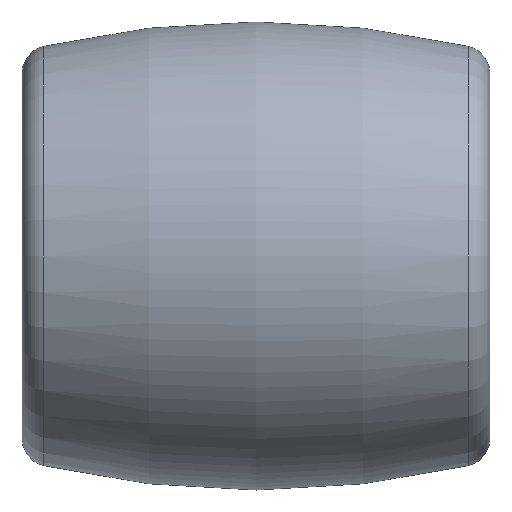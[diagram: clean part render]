
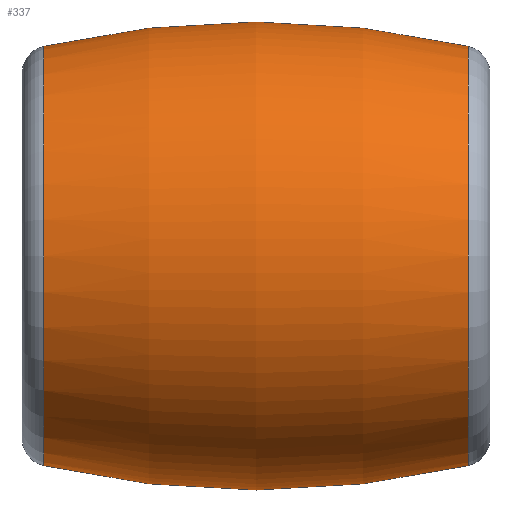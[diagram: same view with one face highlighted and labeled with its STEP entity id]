
A CAD part, front view. The second image highlights one B-rep face of the part: STEP entity #337.
In plain terms, the highlighted toroidal (fillet/blend) face has major radius 28.575 mm and minor radius 38.1 mm.
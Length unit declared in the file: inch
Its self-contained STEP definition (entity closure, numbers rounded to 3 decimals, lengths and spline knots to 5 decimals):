
#6 = CARTESIAN_POINT ( 'NONE',  ( 0.71521, 0., 0.33591 ) ) ;
#7 = AXIS2_PLACEMENT_3D ( 'NONE', #328, #146, #268 ) ;
#15 = DIRECTION ( 'NONE',  ( 0., -1., 0. ) ) ;
#34 = EDGE_CURVE ( 'NONE', #362, #50, #253, .T. ) ;
#47 = CARTESIAN_POINT ( 'NONE',  ( 0.375, 0., -1.125 ) ) ;
#48 = ORIENTED_EDGE ( 'NONE', *, *, #78, .T. ) ;
#50 = VERTEX_POINT ( 'NONE', #67 ) ;
#67 = CARTESIAN_POINT ( 'NONE',  ( 0.03479, 0., -0.33591 ) ) ;
#78 = EDGE_CURVE ( 'NONE', #362, #147, #394, .T. ) ;
#79 = DIRECTION ( 'NONE',  ( 0., 0., -1. ) ) ;
#82 = CARTESIAN_POINT ( 'NONE',  ( 0.71521, 0., -0.33591 ) ) ;
#90 = CIRCLE ( 'NONE', #151, 1.5 ) ;
#100 = CIRCLE ( 'NONE', #7, 0.33591 ) ;
#107 = AXIS2_PLACEMENT_3D ( 'NONE', #216, #126, #340 ) ;
#109 = ORIENTED_EDGE ( 'NONE', *, *, #225, .T. ) ;
#126 = DIRECTION ( 'NONE',  ( -1., 0., 0. ) ) ;
#146 = DIRECTION ( 'NONE',  ( 1., 0., 0. ) ) ;
#147 = VERTEX_POINT ( 'NONE', #6 ) ;
#151 = AXIS2_PLACEMENT_3D ( 'NONE', #47, #15, #79 ) ;
#154 = VERTEX_POINT ( 'NONE', #300 ) ;
#183 = ORIENTED_EDGE ( 'NONE', *, *, #34, .F. ) ;
#216 = CARTESIAN_POINT ( 'NONE',  ( 0.375, 0., 0. ) ) ;
#221 = DIRECTION ( 'NONE',  ( 0., 0., 1. ) ) ;
#225 = EDGE_CURVE ( 'NONE', #147, #154, #90, .T. ) ;
#227 = EDGE_CURVE ( 'NONE', #154, #50, #100, .T. ) ;
#230 = CARTESIAN_POINT ( 'NONE',  ( 0.71521, 0., 0. ) ) ;
#250 = DIRECTION ( 'NONE',  ( 0., 1., 0. ) ) ;
#253 = CIRCLE ( 'NONE', #342, 1.5 ) ;
#259 = TOROIDAL_SURFACE ( 'NONE', #107, -1.125, 1.5 ) ;
#268 = DIRECTION ( 'NONE',  ( 0., 0., -1. ) ) ;
#272 = EDGE_LOOP ( 'NONE', ( #183, #48, #109, #301 ) ) ;
#275 = CARTESIAN_POINT ( 'NONE',  ( 0.375, 0., 1.125 ) ) ;
#300 = CARTESIAN_POINT ( 'NONE',  ( 0.03479, 0., 0.33591 ) ) ;
#301 = ORIENTED_EDGE ( 'NONE', *, *, #227, .T. ) ;
#310 = FACE_OUTER_BOUND ( 'NONE', #272, .T. ) ;
#328 = CARTESIAN_POINT ( 'NONE',  ( 0.03479, 0., 0. ) ) ;
#337 = ADVANCED_FACE ( 'NONE', ( #310 ), #259, .T. ) ;
#340 = DIRECTION ( 'NONE',  ( 0., 0., 1. ) ) ;
#342 = AXIS2_PLACEMENT_3D ( 'NONE', #275, #250, #221 ) ;
#347 = DIRECTION ( 'NONE',  ( -1., 0., 0. ) ) ;
#362 = VERTEX_POINT ( 'NONE', #82 ) ;
#381 = DIRECTION ( 'NONE',  ( 0., 0., 1. ) ) ;
#394 = CIRCLE ( 'NONE', #405, 0.33591 ) ;
#405 = AXIS2_PLACEMENT_3D ( 'NONE', #230, #347, #381 ) ;
